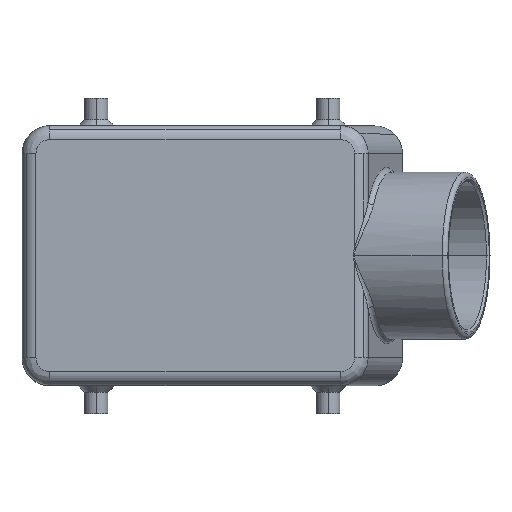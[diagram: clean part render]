
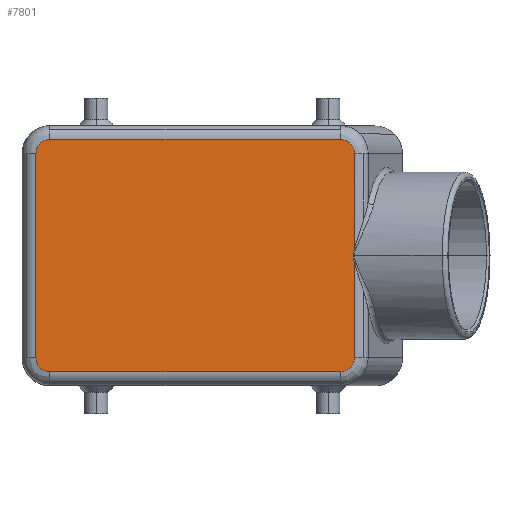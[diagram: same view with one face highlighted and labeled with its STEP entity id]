
A CAD part, top view. The second image highlights one B-rep face of the part: STEP entity #7801.
In plain terms, the highlighted planar face has unit normal (0, 0, 1).
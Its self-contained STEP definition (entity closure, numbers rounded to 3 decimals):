
#4258=CARTESIAN_POINT('',(27.603,-25.0,56.));
#4259=VERTEX_POINT('',#4258);
#4267=CARTESIAN_POINT('',(-35.,-25.,56.));
#4268=VERTEX_POINT('',#4267);
#4269=CARTESIAN_POINT('',(27.603,-25.0,56.));
#4270=DIRECTION('',(-1.0,0.0,0.0));
#4271=VECTOR('',#4270,62.603);
#4272=LINE('',#4269,#4271);
#4273=EDGE_CURVE('',#4259,#4268,#4272,.T.);
#4300=CARTESIAN_POINT('',(-38.,-22.,56.));
#4301=VERTEX_POINT('',#4300);
#4309=CARTESIAN_POINT('',(-38.0,22.0,56.));
#4310=VERTEX_POINT('',#4309);
#4311=CARTESIAN_POINT('',(-38.,-22.,56.));
#4312=DIRECTION('',(0.0,1.0,0.0));
#4313=VECTOR('',#4312,44.0);
#4314=LINE('',#4311,#4313);
#4315=EDGE_CURVE('',#4301,#4310,#4314,.T.);
#4342=CARTESIAN_POINT('',(-35.,25.,56.));
#4343=VERTEX_POINT('',#4342);
#4351=CARTESIAN_POINT('',(27.603,25.,56.));
#4352=VERTEX_POINT('',#4351);
#4353=CARTESIAN_POINT('',(-35.,25.,56.));
#4354=DIRECTION('',(1.0,0.0,0.0));
#4355=VECTOR('',#4354,62.603);
#4356=LINE('',#4353,#4355);
#4357=EDGE_CURVE('',#4343,#4352,#4356,.T.);
#7104=CARTESIAN_POINT('',(30.716,1.678,56.));
#7105=VERTEX_POINT('',#7104);
#7181=CARTESIAN_POINT('',(30.716,-1.678,56.));
#7182=VERTEX_POINT('',#7181);
#7201=CARTESIAN_POINT('',(101.884,0.0,56.));
#7202=DIRECTION('',(0.0,0.0,1.0));
#7203=DIRECTION('',(-1.0,0.0,0.0));
#7204=AXIS2_PLACEMENT_3D('',#7201,#7202,#7203);
#7205=ELLIPSE('',#7204,71.448,19.0);
#7206=EDGE_CURVE('',#7105,#7182,#7205,.T.);
#7735=CARTESIAN_POINT('',(30.716,-22.,56.));
#7736=VERTEX_POINT('',#7735);
#7737=CARTESIAN_POINT('',(30.716,-1.678,56.));
#7738=DIRECTION('',(0.0,-1.0,0.0));
#7739=VECTOR('',#7738,20.322);
#7740=LINE('',#7737,#7739);
#7741=EDGE_CURVE('',#7182,#7736,#7740,.T.);
#7753=CARTESIAN_POINT('',(0.,0.,56.));
#7754=DIRECTION('',(0.0,0.0,1.0));
#7755=DIRECTION('',(1.0,0.0,0.0));
#7756=AXIS2_PLACEMENT_3D('',#7753,#7754,#7755);
#7757=PLANE('',#7756);
#7758=ORIENTED_EDGE('',*,*,#7206,.F.);
#7759=CARTESIAN_POINT('',(30.716,22.,56.));
#7760=VERTEX_POINT('',#7759);
#7761=CARTESIAN_POINT('',(30.716,22.,56.));
#7762=DIRECTION('',(0.0,-1.0,0.0));
#7763=VECTOR('',#7762,20.322);
#7764=LINE('',#7761,#7763);
#7765=EDGE_CURVE('',#7760,#7105,#7764,.T.);
#7766=ORIENTED_EDGE('',*,*,#7765,.F.);
#7767=CARTESIAN_POINT('',(27.603,22.,56.));
#7768=DIRECTION('',(0.0,0.0,-1.0));
#7769=DIRECTION('',(1.0,0.0,0.0));
#7770=AXIS2_PLACEMENT_3D('',#7767,#7768,#7769);
#7771=ELLIPSE('',#7770,3.112,3.0);
#7772=EDGE_CURVE('',#4352,#7760,#7771,.T.);
#7773=ORIENTED_EDGE('',*,*,#7772,.F.);
#7774=ORIENTED_EDGE('',*,*,#4357,.F.);
#7775=CARTESIAN_POINT('',(-35.,22.0,56.));
#7776=DIRECTION('',(0.0,0.0,-1.));
#7777=DIRECTION('',(-0.707,0.707,0.0));
#7778=AXIS2_PLACEMENT_3D('',#7775,#7776,#7777);
#7779=CIRCLE('',#7778,3.0);
#7780=EDGE_CURVE('',#4310,#4343,#7779,.T.);
#7781=ORIENTED_EDGE('',*,*,#7780,.F.);
#7782=ORIENTED_EDGE('',*,*,#4315,.F.);
#7783=CARTESIAN_POINT('',(-35.,-22.,56.));
#7784=DIRECTION('',(0.0,0.0,-1.));
#7785=DIRECTION('',(-0.707,-0.707,0.0));
#7786=AXIS2_PLACEMENT_3D('',#7783,#7784,#7785);
#7787=CIRCLE('',#7786,3.0);
#7788=EDGE_CURVE('',#4268,#4301,#7787,.T.);
#7789=ORIENTED_EDGE('',*,*,#7788,.F.);
#7790=ORIENTED_EDGE('',*,*,#4273,.F.);
#7791=CARTESIAN_POINT('',(27.603,-22.,56.));
#7792=DIRECTION('',(0.0,0.0,-1.0));
#7793=DIRECTION('',(1.0,0.0,0.0));
#7794=AXIS2_PLACEMENT_3D('',#7791,#7792,#7793);
#7795=ELLIPSE('',#7794,3.112,3.);
#7796=EDGE_CURVE('',#7736,#4259,#7795,.T.);
#7797=ORIENTED_EDGE('',*,*,#7796,.F.);
#7798=ORIENTED_EDGE('',*,*,#7741,.F.);
#7799=EDGE_LOOP('',(#7758,#7766,#7773,#7774,#7781,#7782,#7789,#7790,#7797,#7798));
#7800=FACE_OUTER_BOUND('',#7799,.T.);
#7801=ADVANCED_FACE('',(#7800),#7757,.T.);
